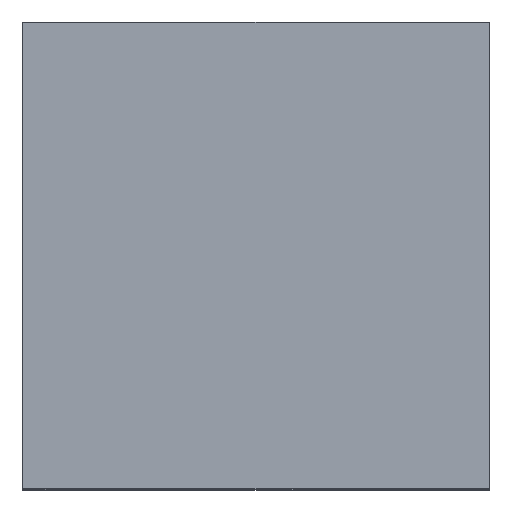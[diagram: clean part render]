
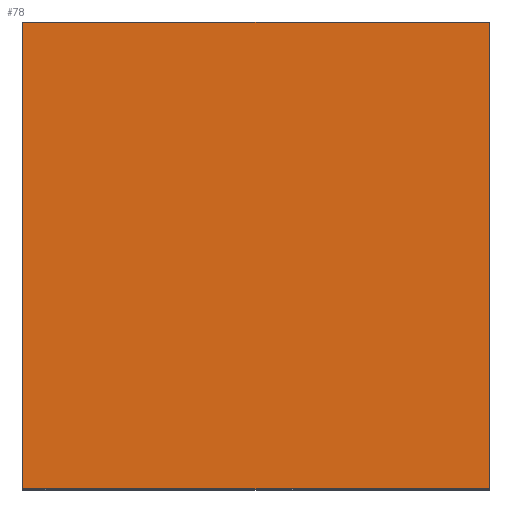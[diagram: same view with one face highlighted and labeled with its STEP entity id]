
A CAD part, top view. The second image highlights one B-rep face of the part: STEP entity #78.
In plain terms, the highlighted planar face has unit normal (0, 0, 1).
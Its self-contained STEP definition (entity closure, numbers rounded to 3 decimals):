
#78=ADVANCED_FACE('',(#162),#163,.F.);
#162=FACE_OUTER_BOUND('',#249,.T.);
#163=PLANE('',#250);
#249=EDGE_LOOP('',(#419,#420,#421,#422));
#250=AXIS2_PLACEMENT_3D('',#423,#424,#425);
#419=ORIENTED_EDGE('',*,*,#584,.F.);
#420=ORIENTED_EDGE('',*,*,#585,.F.);
#421=ORIENTED_EDGE('',*,*,#586,.F.);
#422=ORIENTED_EDGE('',*,*,#587,.F.);
#423=CARTESIAN_POINT('',(0.0,0.0,50.0));
#424=DIRECTION('',(0.0,0.0,-1.0));
#425=DIRECTION('',(-1.0,0.0,0.0));
#584=EDGE_CURVE('',#708,#709,#710,.T.);
#585=EDGE_CURVE('',#711,#708,#712,.T.);
#586=EDGE_CURVE('',#713,#711,#714,.T.);
#587=EDGE_CURVE('',#709,#713,#715,.T.);
#708=VERTEX_POINT('',#879);
#709=VERTEX_POINT('',#880);
#710=LINE('',#881,#882);
#711=VERTEX_POINT('',#883);
#712=LINE('',#884,#885);
#713=VERTEX_POINT('',#886);
#714=LINE('',#887,#888);
#715=LINE('',#889,#890);
#879=CARTESIAN_POINT('',(15.0,-15.0,50.0));
#880=CARTESIAN_POINT('',(-15.0,-15.0,50.0));
#881=CARTESIAN_POINT('',(7.5,-15.0,50.0));
#882=VECTOR('',#1015,1.0);
#883=CARTESIAN_POINT('',(15.0,15.0,50.0));
#884=CARTESIAN_POINT('',(15.0,7.5,50.0));
#885=VECTOR('',#1016,1.0);
#886=CARTESIAN_POINT('',(-15.0,15.0,50.0));
#887=CARTESIAN_POINT('',(-7.5,15.0,50.0));
#888=VECTOR('',#1017,1.0);
#889=CARTESIAN_POINT('',(-15.0,-7.5,50.0));
#890=VECTOR('',#1018,1.0);
#1015=DIRECTION('',(-1.0,0.0,0.0));
#1016=DIRECTION('',(0.0,-1.0,0.0));
#1017=DIRECTION('',(1.0,0.0,0.0));
#1018=DIRECTION('',(0.0,1.0,0.0));
